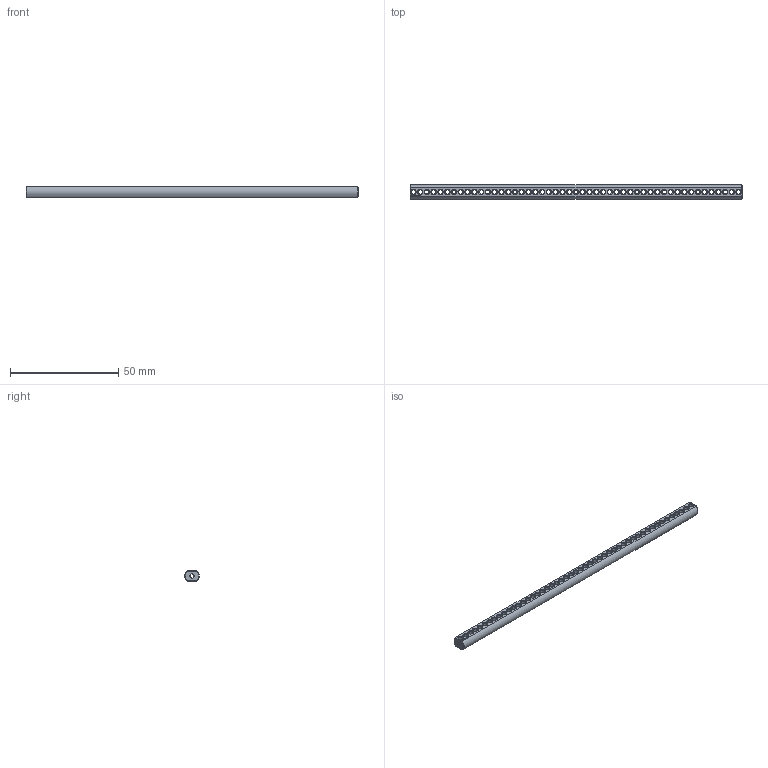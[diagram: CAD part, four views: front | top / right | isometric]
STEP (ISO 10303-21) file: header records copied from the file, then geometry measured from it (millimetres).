
FILE_DESCRIPTION(('FreeCAD Model'),'2;1');
FILE_NAME('Open CASCADE Shape Model','2024-06-18T13:20:14',(''),(''), 'Open CASCADE STEP processor 7.6','FreeCAD','Unknown');
FILE_SCHEMA(('AUTOMOTIVE_DESIGN { 1 0 10303 214 1 1 1 1 }'));
Length unit declared in the file: millimetre
Products named in the file (1): Shaft IDX BU12.25 - SPN-SFT-0169 (stemfie.org)
Bounding box: 153.12 x 6.6 x 5 mm (x, y, z)
Volume: 3494.3 mm3; surface area: 4416.1 mm2
Topology: 1 solids, 1 shells, 739 faces, 2220 edges, 1412 vertices
Faces by surface type: plane 311, extrusion 176, cylinder 150, cone 102
Full cylindrical faces by diameter (mm): 2 x148
Entity records: 25526 total; most frequent: CARTESIAN_POINT 5428, ORIENTED_EDGE 4440, DIRECTION 3786, EDGE_CURVE 2220, VECTOR 1430, VERTEX_POINT 1412, LINE 1254, AXIS2_PLACEMENT_3D 1178
